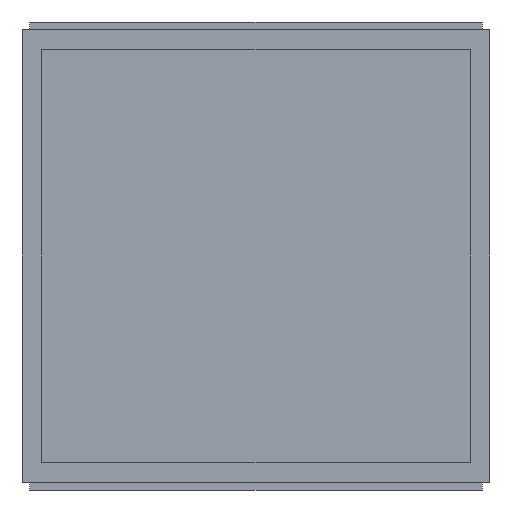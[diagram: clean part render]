
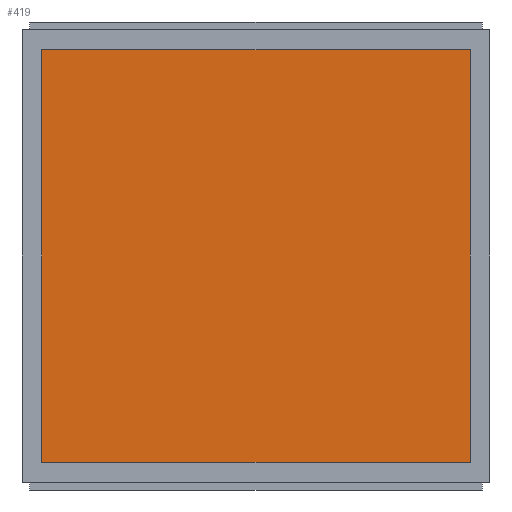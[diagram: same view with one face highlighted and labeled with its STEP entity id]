
A CAD part, front view. The second image highlights one B-rep face of the part: STEP entity #419.
In plain terms, the highlighted planar face has unit normal (0, -1, 0).
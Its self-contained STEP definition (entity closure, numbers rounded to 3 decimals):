
#3 = LINE ( 'NONE', #628, #126 ) ;
#14 = VERTEX_POINT ( 'NONE', #346 ) ;
#22 = VECTOR ( 'NONE', #274, 1000. ) ;
#42 = LINE ( 'NONE', #649, #143 ) ;
#54 = DIRECTION ( 'NONE',  ( -1., 0., 0. ) ) ;
#72 = LINE ( 'NONE', #333, #584 ) ;
#76 = AXIS2_PLACEMENT_3D ( 'NONE', #266, #390, #210 ) ;
#102 = PLANE ( 'NONE',  #76 ) ;
#126 = VECTOR ( 'NONE', #413, 1000. ) ;
#143 = VECTOR ( 'NONE', #519, 1000. ) ;
#164 = ORIENTED_EDGE ( 'NONE', *, *, #464, .T. ) ;
#179 = ORIENTED_EDGE ( 'NONE', *, *, #446, .T. ) ;
#210 = DIRECTION ( 'NONE',  ( 0., 0., 1. ) ) ;
#212 = CARTESIAN_POINT ( 'NONE',  ( 512.743, 3., 60.308 ) ) ;
#238 = CARTESIAN_POINT ( 'NONE',  ( -32.257, 3., -464.692 ) ) ;
#261 = EDGE_LOOP ( 'NONE', ( #179, #164, #532, #344 ) ) ;
#266 = CARTESIAN_POINT ( 'NONE',  ( 0., 3., 0. ) ) ;
#274 = DIRECTION ( 'NONE',  ( 0., 0., 1. ) ) ;
#312 = VERTEX_POINT ( 'NONE', #314 ) ;
#314 = CARTESIAN_POINT ( 'NONE',  ( 512.743, 3., -464.692 ) ) ;
#333 = CARTESIAN_POINT ( 'NONE',  ( -32.257, 3., 60.308 ) ) ;
#344 = ORIENTED_EDGE ( 'NONE', *, *, #450, .T. ) ;
#346 = CARTESIAN_POINT ( 'NONE',  ( 512.743, 3., 60.308 ) ) ;
#378 = FACE_OUTER_BOUND ( 'NONE', #261, .T. ) ;
#390 = DIRECTION ( 'NONE',  ( 0., 1., 0. ) ) ;
#407 = VERTEX_POINT ( 'NONE', #616 ) ;
#413 = DIRECTION ( 'NONE',  ( 0., 0., -1. ) ) ;
#419 = ADVANCED_FACE ( 'NONE', ( #378 ), #102, .F. ) ;
#446 = EDGE_CURVE ( 'NONE', #14, #407, #72, .T. ) ;
#450 = EDGE_CURVE ( 'NONE', #312, #14, #466, .T. ) ;
#457 = EDGE_CURVE ( 'NONE', #499, #312, #42, .T. ) ;
#464 = EDGE_CURVE ( 'NONE', #407, #499, #3, .T. ) ;
#466 = LINE ( 'NONE', #212, #22 ) ;
#499 = VERTEX_POINT ( 'NONE', #238 ) ;
#519 = DIRECTION ( 'NONE',  ( 1., 0., 0. ) ) ;
#532 = ORIENTED_EDGE ( 'NONE', *, *, #457, .T. ) ;
#584 = VECTOR ( 'NONE', #54, 1000. ) ;
#616 = CARTESIAN_POINT ( 'NONE',  ( -32.257, 3., 60.308 ) ) ;
#628 = CARTESIAN_POINT ( 'NONE',  ( -32.257, 3., 60.308 ) ) ;
#649 = CARTESIAN_POINT ( 'NONE',  ( -32.257, 3., -464.692 ) ) ;
